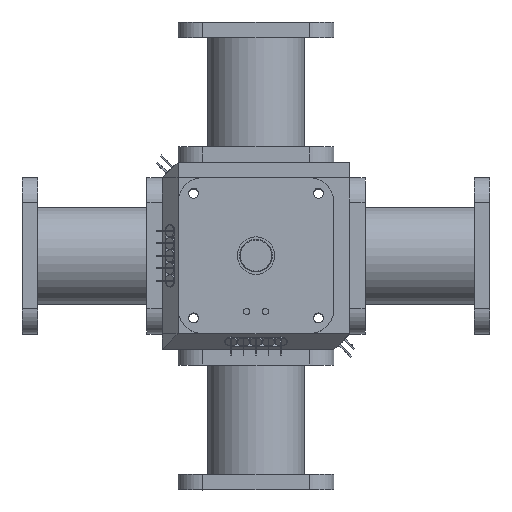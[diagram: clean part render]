
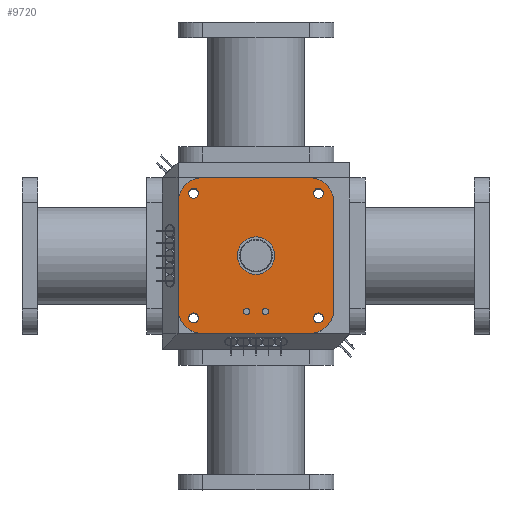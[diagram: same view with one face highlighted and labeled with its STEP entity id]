
A CAD part, top view. The second image highlights one B-rep face of the part: STEP entity #9720.
In plain terms, the highlighted planar face has unit normal (0, 0, 1).
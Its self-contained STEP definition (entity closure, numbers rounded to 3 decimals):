
#481=FACE_BOUND('',#1526,.T.);
#482=FACE_BOUND('',#1527,.T.);
#483=FACE_BOUND('',#1528,.T.);
#484=FACE_BOUND('',#1529,.T.);
#485=FACE_BOUND('',#1530,.T.);
#486=FACE_BOUND('',#1531,.T.);
#487=FACE_BOUND('',#1532,.T.);
#631=PLANE('',#10389);
#1000=FACE_OUTER_BOUND('',#1525,.T.);
#1525=EDGE_LOOP('',(#6874,#6875,#6876,#6877,#6878,#6879,#6880,#6881));
#1526=EDGE_LOOP('',(#6882));
#1527=EDGE_LOOP('',(#6883));
#1528=EDGE_LOOP('',(#6884));
#1529=EDGE_LOOP('',(#6885));
#1530=EDGE_LOOP('',(#6886));
#1531=EDGE_LOOP('',(#6887));
#1532=EDGE_LOOP('',(#6888));
#2179=LINE('',#14133,#3220);
#2186=LINE('',#14163,#3227);
#2188=LINE('',#14169,#3229);
#2194=LINE('',#14191,#3235);
#3220=VECTOR('',#11290,10.);
#3227=VECTOR('',#11319,10.);
#3229=VECTOR('',#11327,10.);
#3235=VECTOR('',#11355,10.);
#4254=CIRCLE('',#10352,6.);
#4256=CIRCLE('',#10355,1.);
#4258=CIRCLE('',#10358,1.);
#4260=CIRCLE('',#10361,8.);
#4269=CIRCLE('',#10373,8.);
#4270=CIRCLE('',#10376,8.);
#4271=CIRCLE('',#10379,8.);
#4272=CIRCLE('',#10381,1.6);
#4273=CIRCLE('',#10383,1.6);
#4274=CIRCLE('',#10385,1.6);
#4275=CIRCLE('',#10387,1.6);
#4509=VERTEX_POINT('',#14102);
#4511=VERTEX_POINT('',#14108);
#4513=VERTEX_POINT('',#14114);
#4515=VERTEX_POINT('',#14120);
#4516=VERTEX_POINT('',#14121);
#4520=VERTEX_POINT('',#14131);
#4530=VERTEX_POINT('',#14155);
#4531=VERTEX_POINT('',#14156);
#4532=VERTEX_POINT('',#14161);
#4533=VERTEX_POINT('',#14165);
#4534=VERTEX_POINT('',#14171);
#4535=VERTEX_POINT('',#14175);
#4536=VERTEX_POINT('',#14179);
#4537=VERTEX_POINT('',#14183);
#4538=VERTEX_POINT('',#14187);
#5423=EDGE_CURVE('',#4509,#4509,#4254,.T.);
#5426=EDGE_CURVE('',#4511,#4511,#4256,.T.);
#5429=EDGE_CURVE('',#4513,#4513,#4258,.T.);
#5432=EDGE_CURVE('',#4515,#4516,#4260,.T.);
#5438=EDGE_CURVE('',#4515,#4520,#2179,.T.);
#5449=EDGE_CURVE('',#4530,#4531,#4269,.T.);
#5453=EDGE_CURVE('',#4530,#4532,#2186,.T.);
#5454=EDGE_CURVE('',#4533,#4532,#4270,.T.);
#5456=EDGE_CURVE('',#4533,#4516,#2188,.T.);
#5457=EDGE_CURVE('',#4534,#4520,#4271,.T.);
#5459=EDGE_CURVE('',#4535,#4535,#4272,.T.);
#5461=EDGE_CURVE('',#4536,#4536,#4273,.T.);
#5463=EDGE_CURVE('',#4537,#4537,#4274,.T.);
#5465=EDGE_CURVE('',#4538,#4538,#4275,.T.);
#5467=EDGE_CURVE('',#4534,#4531,#2194,.T.);
#6874=ORIENTED_EDGE('',*,*,#5432,.F.);
#6875=ORIENTED_EDGE('',*,*,#5438,.T.);
#6876=ORIENTED_EDGE('',*,*,#5457,.F.);
#6877=ORIENTED_EDGE('',*,*,#5467,.T.);
#6878=ORIENTED_EDGE('',*,*,#5449,.F.);
#6879=ORIENTED_EDGE('',*,*,#5453,.T.);
#6880=ORIENTED_EDGE('',*,*,#5454,.F.);
#6881=ORIENTED_EDGE('',*,*,#5456,.T.);
#6882=ORIENTED_EDGE('',*,*,#5423,.T.);
#6883=ORIENTED_EDGE('',*,*,#5426,.T.);
#6884=ORIENTED_EDGE('',*,*,#5429,.T.);
#6885=ORIENTED_EDGE('',*,*,#5465,.T.);
#6886=ORIENTED_EDGE('',*,*,#5463,.T.);
#6887=ORIENTED_EDGE('',*,*,#5461,.T.);
#6888=ORIENTED_EDGE('',*,*,#5459,.T.);
#9720=ADVANCED_FACE('',(#1000,#481,#482,#483,#484,#485,#486,#487),#631,
 .T.);
#10352=AXIS2_PLACEMENT_3D('',#14103,#11259,#11260);
#10355=AXIS2_PLACEMENT_3D('',#14109,#11266,#11267);
#10358=AXIS2_PLACEMENT_3D('',#14115,#11273,#11274);
#10361=AXIS2_PLACEMENT_3D('',#14122,#11280,#11281);
#10373=AXIS2_PLACEMENT_3D('',#14157,#11312,#11313);
#10376=AXIS2_PLACEMENT_3D('',#14166,#11322,#11323);
#10379=AXIS2_PLACEMENT_3D('',#14172,#11330,#11331);
#10381=AXIS2_PLACEMENT_3D('',#14176,#11335,#11336);
#10383=AXIS2_PLACEMENT_3D('',#14180,#11340,#11341);
#10385=AXIS2_PLACEMENT_3D('',#14184,#11345,#11346);
#10387=AXIS2_PLACEMENT_3D('',#14188,#11350,#11351);
#10389=AXIS2_PLACEMENT_3D('',#14192,#11356,#11357);
#11259=DIRECTION('center_axis',(0.,0.,
-1.));
#11260=DIRECTION('ref_axis',(-1.,0.,0.));
#11266=DIRECTION('center_axis',(0.,0.,
-1.));
#11267=DIRECTION('ref_axis',(-1.,0.,0.));
#11273=DIRECTION('center_axis',(0.,0.,
-1.));
#11274=DIRECTION('ref_axis',(-1.,0.,0.));
#11280=DIRECTION('center_axis',(0.,0.,
-1.));
#11281=DIRECTION('ref_axis',(-0.707,-0.707,0.));
#11290=DIRECTION('',(1.,0.,0.));
#11312=DIRECTION('center_axis',(0.,0.,
-1.));
#11313=DIRECTION('ref_axis',(0.707,0.707,0.));
#11319=DIRECTION('',(-1.,0.,0.));
#11322=DIRECTION('center_axis',(0.,0.,
-1.));
#11323=DIRECTION('ref_axis',(-0.707,0.707,0.));
#11327=DIRECTION('',(0.,-1.,0.));
#11330=DIRECTION('center_axis',(0.,0.,
-1.));
#11331=DIRECTION('ref_axis',(0.707,-0.707,0.));
#11335=DIRECTION('center_axis',(0.,0.,
-1.));
#11336=DIRECTION('ref_axis',(1.,0.,0.));
#11340=DIRECTION('center_axis',(0.,0.,
-1.));
#11341=DIRECTION('ref_axis',(1.,0.,0.));
#11345=DIRECTION('center_axis',(0.,0.,
-1.));
#11346=DIRECTION('ref_axis',(1.,0.,0.));
#11350=DIRECTION('center_axis',(0.,0.,
-1.));
#11351=DIRECTION('ref_axis',(1.,0.,0.));
#11355=DIRECTION('',(0.,1.,0.));
#11356=DIRECTION('center_axis',(0.,0.,
1.));
#11357=DIRECTION('ref_axis',(1.,0.,0.));
#14102=CARTESIAN_POINT('',(451.,45.,12.));
#14103=CARTESIAN_POINT('Origin',(445.,45.,12.));
#14108=CARTESIAN_POINT('',(449.,27.062,12.));
#14109=CARTESIAN_POINT('Origin',(448.,27.062,12.));
#14114=CARTESIAN_POINT('',(443.,27.062,12.));
#14115=CARTESIAN_POINT('Origin',(442.,27.062,12.));
#14120=CARTESIAN_POINT('',(428.,20.,12.));
#14121=CARTESIAN_POINT('',(420.,28.,12.));
#14122=CARTESIAN_POINT('Origin',(428.,28.,12.));
#14131=CARTESIAN_POINT('',(462.,20.,12.));
#14133=CARTESIAN_POINT('',(420.,20.,12.));
#14155=CARTESIAN_POINT('',(462.,70.,12.));
#14156=CARTESIAN_POINT('',(470.,62.,12.));
#14157=CARTESIAN_POINT('Origin',(462.,62.,12.));
#14161=CARTESIAN_POINT('',(428.,70.,12.));
#14163=CARTESIAN_POINT('',(470.,70.,12.));
#14165=CARTESIAN_POINT('',(420.,62.,12.));
#14166=CARTESIAN_POINT('Origin',(428.,62.,12.));
#14169=CARTESIAN_POINT('',(420.,70.,12.));
#14171=CARTESIAN_POINT('',(470.,28.,12.));
#14172=CARTESIAN_POINT('Origin',(462.,28.,12.));
#14175=CARTESIAN_POINT('',(463.4,25.,12.));
#14176=CARTESIAN_POINT('Origin',(465.,25.,12.));
#14179=CARTESIAN_POINT('',(423.4,25.,12.));
#14180=CARTESIAN_POINT('Origin',(425.,25.,12.));
#14183=CARTESIAN_POINT('',(463.4,65.,12.));
#14184=CARTESIAN_POINT('Origin',(465.,65.,12.));
#14187=CARTESIAN_POINT('',(423.4,65.,12.));
#14188=CARTESIAN_POINT('Origin',(425.,65.,12.));
#14191=CARTESIAN_POINT('',(470.,20.,12.));
#14192=CARTESIAN_POINT('Origin',(445.,45.,12.));
